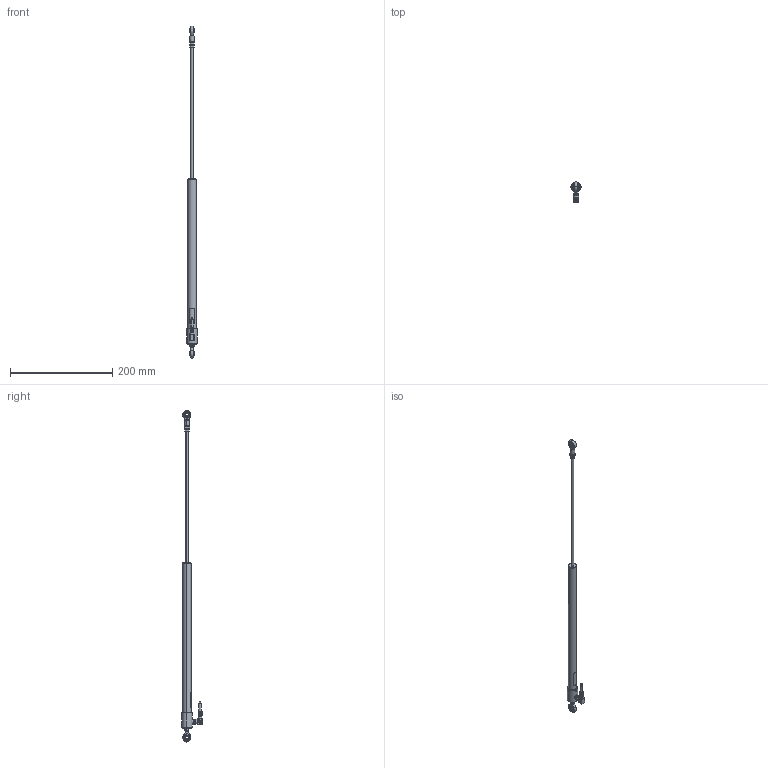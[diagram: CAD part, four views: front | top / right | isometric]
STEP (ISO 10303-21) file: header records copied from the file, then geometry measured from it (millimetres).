
FILE_DESCRIPTION (( 'STEP AP214' ), '1' );
FILE_NAME ('TX2_0300_716_plug_extended.STEP', '2011-01-21T12:23:39', ( 'novotechnik' ), ( 'novotechnik' ), 'SwSTEP 2.0', 'SolidWorks 2010', '' );
FILE_SCHEMA (( 'AUTOMOTIVE_DESIGN' ));
Length unit declared in the file: millimetre
Products named in the file (1): TX2_0300_716_plug_extended
Bounding box: 20 x 39.9 x 650.37 mm (x, y, z)
Surface area: 26882.5 mm2 (no closed solid volume)
Topology: 0 solids, 18 shells, 361 faces, 1133 edges, 740 vertices
Faces by surface type: cylinder 131, plane 117, torus 48, cone 39, bspline 22, sphere 4
Entity records: 17332 total; most frequent: CARTESIAN_POINT 3893, DIRECTION 2002, ORIENTED_EDGE 1787, EDGE_CURVE 1111, AXIS2_PLACEMENT_3D 797, VERTEX_POINT 734, CIRCLE 457, VECTOR 408
